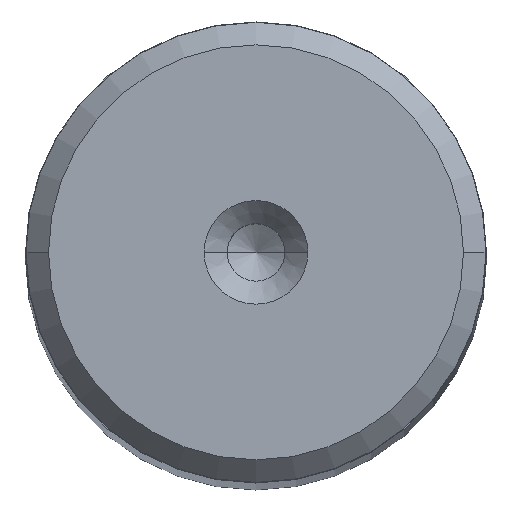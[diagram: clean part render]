
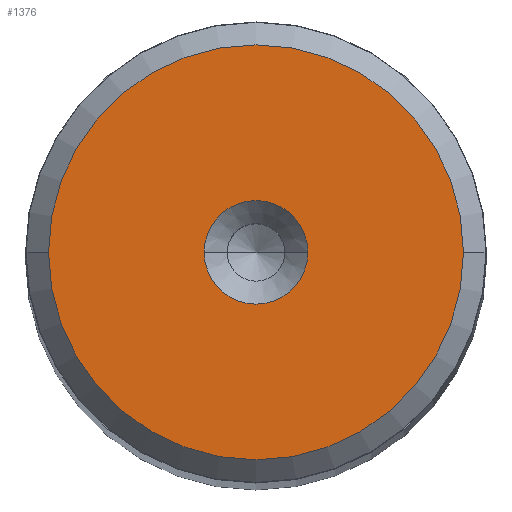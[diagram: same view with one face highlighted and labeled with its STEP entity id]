
A CAD part, top view. The second image highlights one B-rep face of the part: STEP entity #1376.
In plain terms, the highlighted planar face has unit normal (0, 0, 1).
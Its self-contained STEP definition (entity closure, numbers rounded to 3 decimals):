
#19 = VERTEX_POINT ( 'NONE', #630 ) ;
#152 = CARTESIAN_POINT ( 'NONE',  ( 0., 0., 180. ) ) ;
#216 = FACE_BOUND ( 'NONE', #386, .T. ) ;
#260 = ORIENTED_EDGE ( 'NONE', *, *, #787, .F. ) ;
#284 = CARTESIAN_POINT ( 'NONE',  ( 0., 0., 180. ) ) ;
#386 = EDGE_LOOP ( 'NONE', ( #260, #1432 ) ) ;
#630 = CARTESIAN_POINT ( 'NONE',  ( -2.25, 0., 180. ) ) ;
#648 = AXIS2_PLACEMENT_3D ( 'NONE', #152, #1165, #1987 ) ;
#730 = DIRECTION ( 'NONE',  ( 0., 0., 1. ) ) ;
#753 = VERTEX_POINT ( 'NONE', #2316 ) ;
#757 = EDGE_CURVE ( 'NONE', #19, #785, #1101, .T. ) ;
#785 = VERTEX_POINT ( 'NONE', #1502 ) ;
#787 = EDGE_CURVE ( 'NONE', #785, #19, #2315, .T. ) ;
#1045 = AXIS2_PLACEMENT_3D ( 'NONE', #1328, #2563, #2127 ) ;
#1047 = DIRECTION ( 'NONE',  ( 0., 0., 1. ) ) ;
#1078 = AXIS2_PLACEMENT_3D ( 'NONE', #284, #1309, #1338 ) ;
#1084 = CARTESIAN_POINT ( 'NONE',  ( -9.009, 0., 180. ) ) ;
#1101 = CIRCLE ( 'NONE', #1078, 2.25 ) ;
#1165 = DIRECTION ( 'NONE',  ( 0., 0., 1. ) ) ;
#1245 = DIRECTION ( 'NONE',  ( 1., 0., 0. ) ) ;
#1309 = DIRECTION ( 'NONE',  ( 0., 0., 1. ) ) ;
#1328 = CARTESIAN_POINT ( 'NONE',  ( 0., 0., 180. ) ) ;
#1338 = DIRECTION ( 'NONE',  ( 1., 0., 0. ) ) ;
#1376 = ADVANCED_FACE ( 'NONE', ( #216, #2517 ), #1552, .T. ) ;
#1412 = EDGE_CURVE ( 'NONE', #2509, #753, #2356, .T. ) ;
#1432 = ORIENTED_EDGE ( 'NONE', *, *, #757, .F. ) ;
#1502 = CARTESIAN_POINT ( 'NONE',  ( 2.25, 0., 180. ) ) ;
#1552 = PLANE ( 'NONE',  #2176 ) ;
#1960 = CARTESIAN_POINT ( 'NONE',  ( 0., 0., 180. ) ) ;
#1987 = DIRECTION ( 'NONE',  ( 1., 0., 0. ) ) ;
#2008 = CIRCLE ( 'NONE', #2052, 9.009 ) ;
#2052 = AXIS2_PLACEMENT_3D ( 'NONE', #2263, #1047, #1245 ) ;
#2094 = ORIENTED_EDGE ( 'NONE', *, *, #2143, .T. ) ;
#2127 = DIRECTION ( 'NONE',  ( 1., 0., 0. ) ) ;
#2143 = EDGE_CURVE ( 'NONE', #753, #2509, #2008, .T. ) ;
#2163 = DIRECTION ( 'NONE',  ( 1., 0., 0. ) ) ;
#2176 = AXIS2_PLACEMENT_3D ( 'NONE', #1960, #730, #2163 ) ;
#2263 = CARTESIAN_POINT ( 'NONE',  ( 0., 0., 180. ) ) ;
#2315 = CIRCLE ( 'NONE', #1045, 2.25 ) ;
#2316 = CARTESIAN_POINT ( 'NONE',  ( 9.009, 0., 180. ) ) ;
#2356 = CIRCLE ( 'NONE', #648, 9.009 ) ;
#2386 = ORIENTED_EDGE ( 'NONE', *, *, #1412, .T. ) ;
#2509 = VERTEX_POINT ( 'NONE', #1084 ) ;
#2517 = FACE_OUTER_BOUND ( 'NONE', #2531, .T. ) ;
#2531 = EDGE_LOOP ( 'NONE', ( #2386, #2094 ) ) ;
#2563 = DIRECTION ( 'NONE',  ( 0., 0., 1. ) ) ;
